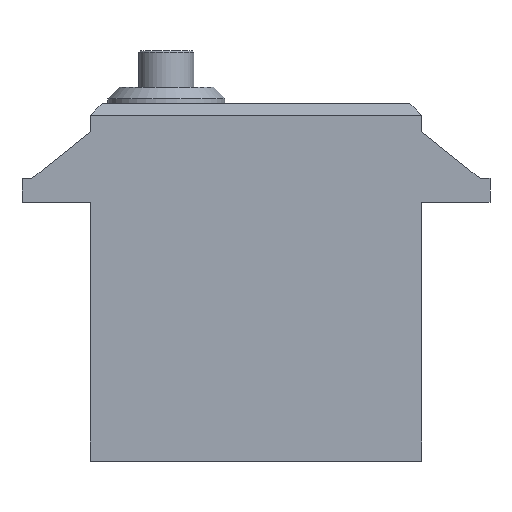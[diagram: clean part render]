
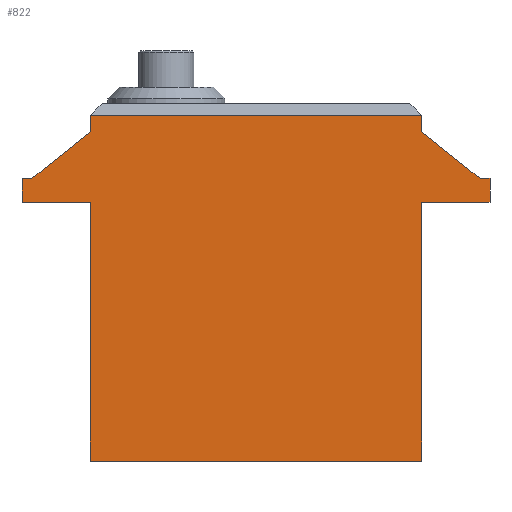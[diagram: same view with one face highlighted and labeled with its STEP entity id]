
A CAD part, left-side view. The second image highlights one B-rep face of the part: STEP entity #822.
In plain terms, the highlighted planar face has unit normal (-1, 0, 0).
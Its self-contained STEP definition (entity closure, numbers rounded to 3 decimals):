
#55=ORIENTED_EDGE('',*,*,#211,.F.);
#56=ORIENTED_EDGE('',*,*,#212,.T.);
#57=ORIENTED_EDGE('',*,*,#213,.T.);
#58=ORIENTED_EDGE('',*,*,#214,.T.);
#59=ORIENTED_EDGE('',*,*,#209,.F.);
#60=ORIENTED_EDGE('',*,*,#215,.T.);
#61=ORIENTED_EDGE('',*,*,#216,.T.);
#62=ORIENTED_EDGE('',*,*,#217,.F.);
#63=ORIENTED_EDGE('',*,*,#218,.T.);
#64=ORIENTED_EDGE('',*,*,#219,.T.);
#65=ORIENTED_EDGE('',*,*,#220,.T.);
#66=ORIENTED_EDGE('',*,*,#221,.F.);
#67=ORIENTED_EDGE('',*,*,#194,.F.);
#68=ORIENTED_EDGE('',*,*,#222,.T.);
#194=EDGE_CURVE('',#272,#273,#326,.T.);
#209=EDGE_CURVE('',#287,#281,#340,.T.);
#211=EDGE_CURVE('',#289,#290,#341,.T.);
#212=EDGE_CURVE('',#289,#291,#342,.T.);
#213=EDGE_CURVE('',#291,#292,#343,.T.);
#214=EDGE_CURVE('',#292,#281,#344,.T.);
#215=EDGE_CURVE('',#287,#293,#345,.T.);
#216=EDGE_CURVE('',#293,#294,#346,.T.);
#217=EDGE_CURVE('',#295,#294,#347,.T.);
#218=EDGE_CURVE('',#295,#296,#348,.T.);
#219=EDGE_CURVE('',#296,#297,#349,.T.);
#220=EDGE_CURVE('',#297,#298,#350,.T.);
#221=EDGE_CURVE('',#273,#298,#351,.T.);
#222=EDGE_CURVE('',#272,#290,#352,.T.);
#272=VERTEX_POINT('',#1065);
#273=VERTEX_POINT('',#1067);
#281=VERTEX_POINT('',#1084);
#287=VERTEX_POINT('',#1096);
#289=VERTEX_POINT('',#1102);
#290=VERTEX_POINT('',#1103);
#291=VERTEX_POINT('',#1105);
#292=VERTEX_POINT('',#1107);
#293=VERTEX_POINT('',#1110);
#294=VERTEX_POINT('',#1112);
#295=VERTEX_POINT('',#1114);
#296=VERTEX_POINT('',#1116);
#297=VERTEX_POINT('',#1118);
#298=VERTEX_POINT('',#1120);
#326=LINE('',#1066,#394);
#340=LINE('',#1097,#408);
#341=LINE('',#1101,#409);
#342=LINE('',#1104,#410);
#343=LINE('',#1106,#411);
#344=LINE('',#1108,#412);
#345=LINE('',#1109,#413);
#346=LINE('',#1111,#414);
#347=LINE('',#1113,#415);
#348=LINE('',#1115,#416);
#349=LINE('',#1117,#417);
#350=LINE('',#1119,#418);
#351=LINE('',#1121,#419);
#352=LINE('',#1122,#420);
#394=VECTOR('',#908,1000.);
#408=VECTOR('',#926,1000.);
#409=VECTOR('',#931,1000.);
#410=VECTOR('',#932,1000.);
#411=VECTOR('',#933,1000.);
#412=VECTOR('',#934,1000.);
#413=VECTOR('',#935,1000.);
#414=VECTOR('',#936,1000.);
#415=VECTOR('',#937,1000.);
#416=VECTOR('',#938,1000.);
#417=VECTOR('',#939,1000.);
#418=VECTOR('',#940,1000.);
#419=VECTOR('',#941,1000.);
#420=VECTOR('',#942,1000.);
#465=EDGE_LOOP('',(#55,#56,#57,#58,#59,#60,#61,#62,#63,#64,#65,#66,#67,
#68));
#511=FACE_BOUND('',#465,.T.);
#555=PLANE('',#863);
#822=ADVANCED_FACE('',(#511),#555,.T.);
#863=AXIS2_PLACEMENT_3D('',#1100,#929,#930);
#908=DIRECTION('',(0.,-1.,0.));
#926=DIRECTION('',(0.,-1.,0.));
#929=DIRECTION('',(-1.,0.,0.));
#930=DIRECTION('',(0.,0.,1.));
#931=DIRECTION('',(0.,0.,-1.));
#932=DIRECTION('',(0.,1.,0.));
#933=DIRECTION('',(0.,0.,-1.));
#934=DIRECTION('',(0.,0.781,-0.625));
#935=DIRECTION('',(0.,0.,-1.));
#936=DIRECTION('',(0.,-1.,0.));
#937=DIRECTION('',(0.,0.,1.));
#938=DIRECTION('',(0.,-1.,0.));
#939=DIRECTION('',(0.,0.,1.));
#940=DIRECTION('',(0.,-1.,0.));
#941=DIRECTION('',(0.,0.,-1.));
#942=DIRECTION('',(0.,0.781,0.625));
#1065=CARTESIAN_POINT('',(-7.125,-19.15,2.05));
#1066=CARTESIAN_POINT('',(-7.125,20.,2.05));
#1067=CARTESIAN_POINT('',(-7.125,-20.,2.05));
#1084=CARTESIAN_POINT('',(-7.125,19.15,2.05));
#1096=CARTESIAN_POINT('',(-7.125,20.,2.05));
#1097=CARTESIAN_POINT('',(-7.125,20.,2.05));
#1100=CARTESIAN_POINT('',(-7.125,14.15,-22.1));
#1101=CARTESIAN_POINT('',(-7.125,-14.15,8.45));
#1102=CARTESIAN_POINT('',(-7.125,-14.15,7.45));
#1103=CARTESIAN_POINT('',(-7.125,-14.15,6.05));
#1104=CARTESIAN_POINT('',(-7.125,14.15,7.45));
#1105=CARTESIAN_POINT('',(-7.125,14.15,7.45));
#1106=CARTESIAN_POINT('',(-7.125,14.15,8.45));
#1107=CARTESIAN_POINT('',(-7.125,14.15,6.05));
#1108=CARTESIAN_POINT('',(-7.125,14.15,6.05));
#1109=CARTESIAN_POINT('',(-7.125,20.,2.05));
#1110=CARTESIAN_POINT('',(-7.125,20.,0.));
#1111=CARTESIAN_POINT('',(-7.125,20.,0.));
#1112=CARTESIAN_POINT('',(-7.125,14.15,0.));
#1113=CARTESIAN_POINT('',(-7.125,14.15,-22.1));
#1114=CARTESIAN_POINT('',(-7.125,14.15,-22.1));
#1115=CARTESIAN_POINT('',(-7.125,14.15,-22.1));
#1116=CARTESIAN_POINT('',(-7.125,-14.15,-22.1));
#1117=CARTESIAN_POINT('',(-7.125,-14.15,-22.1));
#1118=CARTESIAN_POINT('',(-7.125,-14.15,0.));
#1119=CARTESIAN_POINT('',(-7.125,20.,0.));
#1120=CARTESIAN_POINT('',(-7.125,-20.,0.));
#1121=CARTESIAN_POINT('',(-7.125,-20.,2.05));
#1122=CARTESIAN_POINT('',(-7.125,-19.15,2.05));
